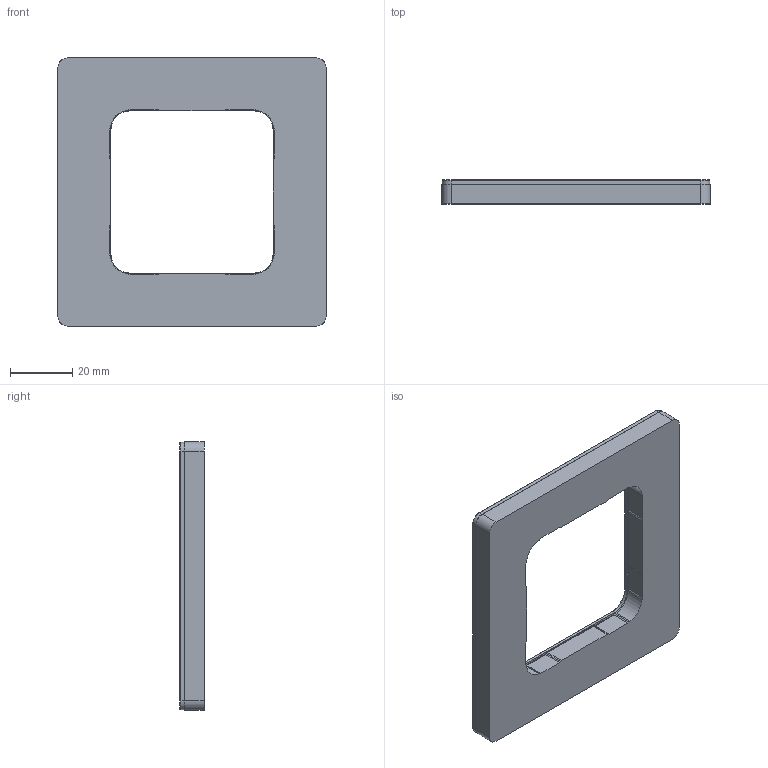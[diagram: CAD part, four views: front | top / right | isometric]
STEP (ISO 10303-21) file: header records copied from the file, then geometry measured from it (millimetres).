
FILE_DESCRIPTION (( 'STEP AP203' ), '1' );
FILE_NAME ('FLITE Ðàìêà 1-ìåñò. ÐÓ-1-Ê.STEP', '2025-02-26T11:55:38', ( '' ), ( '' ), 'SwSTEP 2.0', 'SolidWorks 2022', '' );
FILE_SCHEMA (( 'CONFIG_CONTROL_DESIGN' ));
Length unit declared in the file: millimetre
Products named in the file (1): FLITE Рамка 1-мест. РУ-1-К
Bounding box: 86 x 7.8 x 86 mm (x, y, z)
Volume: 36296.7 mm3; surface area: 13552.7 mm2
Topology: 1 solids, 1 shells, 140 faces, 344 edges, 208 vertices
Faces by surface type: plane 72, cylinder 32, cone 28, torus 8
Entity records: 4201 total; most frequent: CARTESIAN_POINT 861, ORIENTED_EDGE 688, DIRECTION 678, EDGE_CURVE 344, AXIS2_PLACEMENT_3D 249, VERTEX_POINT 208, LINE 180, VECTOR 180
